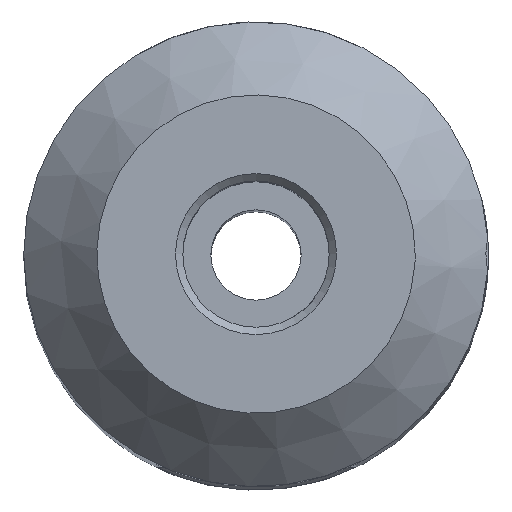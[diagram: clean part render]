
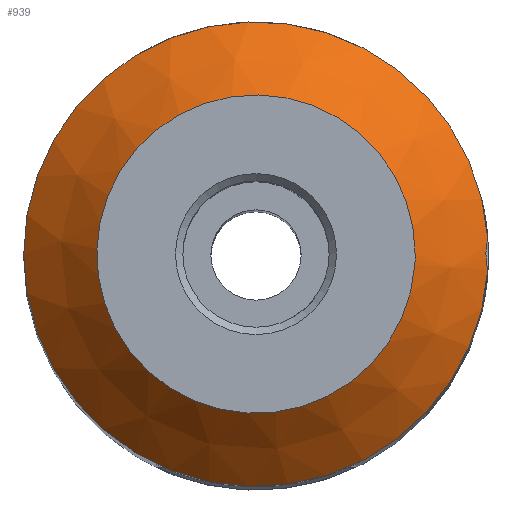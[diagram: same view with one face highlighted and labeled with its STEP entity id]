
A CAD part, top view. The second image highlights one B-rep face of the part: STEP entity #939.
In plain terms, the highlighted conical face has half-angle 45 degrees and reference radius 6.525 mm.
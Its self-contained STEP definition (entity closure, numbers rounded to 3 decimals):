
#8 = AXIS2_PLACEMENT_3D ( 'NONE', #1216, #49, #1341 ) ;
#45 = CARTESIAN_POINT ( 'NONE',  ( 9.503, 0.64, 87. ) ) ;
#49 = DIRECTION ( 'NONE',  ( 0., 0., -1. ) ) ;
#52 = DIRECTION ( 'NONE',  ( 0., 0., 1. ) ) ;
#63 = VERTEX_POINT ( 'NONE', #45 ) ;
#72 = CARTESIAN_POINT ( 'NONE',  ( 9.458, 0.434, 87.057 ) ) ;
#192 = CARTESIAN_POINT ( 'NONE',  ( 9.503, -0.64, 87. ) ) ;
#208 = AXIS2_PLACEMENT_3D ( 'NONE', #1051, #411, #513 ) ;
#226 = ORIENTED_EDGE ( 'NONE', *, *, #318, .F. ) ;
#318 = EDGE_CURVE ( 'NONE', #525, #63, #1151, .T. ) ;
#395 = CARTESIAN_POINT ( 'NONE',  ( 9.503, 0.64, 87. ) ) ;
#408 = CARTESIAN_POINT ( 'NONE',  ( 9.425, -0.218, 87.1 ) ) ;
#411 = DIRECTION ( 'NONE',  ( 0., 0., -1. ) ) ;
#427 = CARTESIAN_POINT ( 'NONE',  ( 9.503, -0.64, 87. ) ) ;
#439 = CARTESIAN_POINT ( 'NONE',  ( 6.525, 0., 90. ) ) ;
#453 = ORIENTED_EDGE ( 'NONE', *, *, #1370, .F. ) ;
#505 = CARTESIAN_POINT ( 'NONE',  ( 9.452, -0.436, 87.065 ) ) ;
#513 = DIRECTION ( 'NONE',  ( 1., 0., 0. ) ) ;
#525 = VERTEX_POINT ( 'NONE', #427 ) ;
#598 = CARTESIAN_POINT ( 'NONE',  ( 9.425, 0.11, 87.1 ) ) ;
#617 = B_SPLINE_CURVE_WITH_KNOTS ( 'NONE', 3,
 ( #395, #716, #72, #1272, #598, #408, #505, #192 ),
 .UNSPECIFIED., .F., .F.,
 ( 4, 2, 2, 4 ),
 ( 0., 0., 0.001, 0.001 ),
 .UNSPECIFIED. ) ;
#655 = FACE_BOUND ( 'NONE', #1267, .T. ) ;
#716 = CARTESIAN_POINT ( 'NONE',  ( 9.478, 0.538, 87.033 ) ) ;
#761 = AXIS2_PLACEMENT_3D ( 'NONE', #1345, #52, #1244 ) ;
#792 = FACE_OUTER_BOUND ( 'NONE', #1360, .T. ) ;
#939 = ADVANCED_FACE ( 'NONE', ( #792, #655 ), #993, .T. ) ;
#944 = ORIENTED_EDGE ( 'NONE', *, *, #1263, .F. ) ;
#993 = CONICAL_SURFACE ( 'NONE', #8, 6.525, 0.785 ) ;
#1051 = CARTESIAN_POINT ( 'NONE',  ( 0., 0., 87. ) ) ;
#1092 = VERTEX_POINT ( 'NONE', #439 ) ;
#1151 = CIRCLE ( 'NONE', #208, 9.525 ) ;
#1200 = CIRCLE ( 'NONE', #761, 6.525 ) ;
#1216 = CARTESIAN_POINT ( 'NONE',  ( 0., 0., 90. ) ) ;
#1244 = DIRECTION ( 'NONE',  ( 1., 0., 0. ) ) ;
#1263 = EDGE_CURVE ( 'NONE', #1092, #1092, #1200, .T. ) ;
#1267 = EDGE_LOOP ( 'NONE', ( #944 ) ) ;
#1272 = CARTESIAN_POINT ( 'NONE',  ( 9.432, 0.22, 87.091 ) ) ;
#1341 = DIRECTION ( 'NONE',  ( -1., 0., 0. ) ) ;
#1345 = CARTESIAN_POINT ( 'NONE',  ( 0., 0., 90. ) ) ;
#1360 = EDGE_LOOP ( 'NONE', ( #453, #226 ) ) ;
#1370 = EDGE_CURVE ( 'NONE', #63, #525, #617, .T. ) ;
